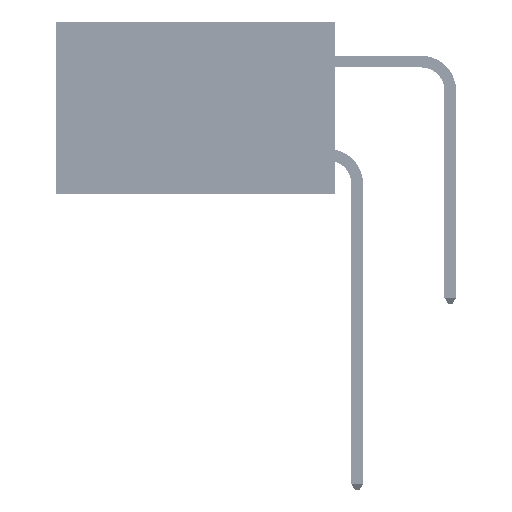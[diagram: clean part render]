
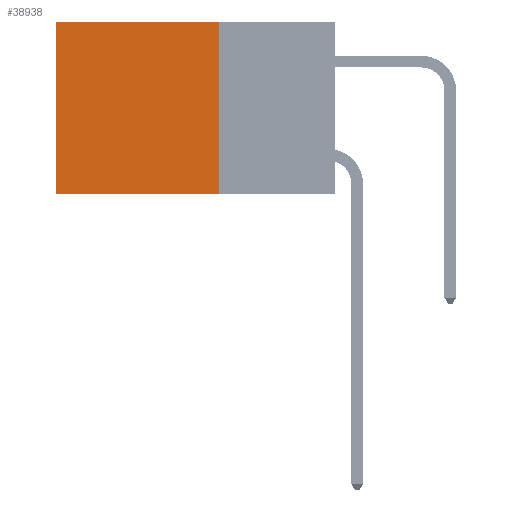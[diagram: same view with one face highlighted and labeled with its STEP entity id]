
A CAD part, left-side view. The second image highlights one B-rep face of the part: STEP entity #38938.
In plain terms, the highlighted planar face has unit normal (-1, 0, 0).
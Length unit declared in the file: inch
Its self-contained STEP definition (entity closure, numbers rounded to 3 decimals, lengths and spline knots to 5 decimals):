
#2514 = DIRECTION ( 'NONE',  ( 1., 0., 0. ) ) ;
#6090 = CARTESIAN_POINT ( 'NONE',  ( 0.2875, 0.25, 0. ) ) ;
#7721 = EDGE_LOOP ( 'NONE', ( #31849, #11204, #38766, #23310 ) ) ;
#9981 = CARTESIAN_POINT ( 'NONE',  ( 0.2875, 0.25, 0. ) ) ;
#10154 = VECTOR ( 'NONE', #10428, 39.37008 ) ;
#10331 = AXIS2_PLACEMENT_3D ( 'NONE', #6090, #2514, #28016 ) ;
#10428 = DIRECTION ( 'NONE',  ( 0., 0., -1. ) ) ;
#10458 = CARTESIAN_POINT ( 'NONE',  ( 0.2875, 0.25, 0. ) ) ;
#10779 = CARTESIAN_POINT ( 'NONE',  ( 0.2875, 0.6, 0. ) ) ;
#11204 = ORIENTED_EDGE ( 'NONE', *, *, #46797, .F. ) ;
#12563 = CARTESIAN_POINT ( 'NONE',  ( 0.2875, 0.25, -0.37 ) ) ;
#17448 = LINE ( 'NONE', #12563, #25865 ) ;
#17679 = FACE_OUTER_BOUND ( 'NONE', #7721, .T. ) ;
#18310 = LINE ( 'NONE', #9981, #36325 ) ;
#19627 = CARTESIAN_POINT ( 'NONE',  ( 0.2875, 0.6, -0.37 ) ) ;
#19844 = LINE ( 'NONE', #24813, #10154 ) ;
#20614 = VERTEX_POINT ( 'NONE', #10779 ) ;
#23310 = ORIENTED_EDGE ( 'NONE', *, *, #34378, .T. ) ;
#24375 = PLANE ( 'NONE',  #10331 ) ;
#24813 = CARTESIAN_POINT ( 'NONE',  ( 0.2875, 0.6, 0. ) ) ;
#25865 = VECTOR ( 'NONE', #34185, 39.37008 ) ;
#28016 = DIRECTION ( 'NONE',  ( 0., 0., -1. ) ) ;
#28023 = DIRECTION ( 'NONE',  ( 0., 1., 0. ) ) ;
#29298 = CARTESIAN_POINT ( 'NONE',  ( 0.2875, 0.25, -0.37 ) ) ;
#31849 = ORIENTED_EDGE ( 'NONE', *, *, #45418, .T. ) ;
#32148 = VECTOR ( 'NONE', #46520, 39.37008 ) ;
#34185 = DIRECTION ( 'NONE',  ( 0., 1., 0. ) ) ;
#34378 = EDGE_CURVE ( 'NONE', #45935, #20614, #18310, .T. ) ;
#36325 = VECTOR ( 'NONE', #28023, 39.37008 ) ;
#38766 = ORIENTED_EDGE ( 'NONE', *, *, #40821, .F. ) ;
#38938 = ADVANCED_FACE ( 'NONE', ( #17679 ), #24375, .F. ) ;
#39755 = VERTEX_POINT ( 'NONE', #19627 ) ;
#40821 = EDGE_CURVE ( 'NONE', #45935, #43021, #41658, .T. ) ;
#41658 = LINE ( 'NONE', #10458, #32148 ) ;
#43021 = VERTEX_POINT ( 'NONE', #29298 ) ;
#43303 = CARTESIAN_POINT ( 'NONE',  ( 0.2875, 0.25, 0. ) ) ;
#45418 = EDGE_CURVE ( 'NONE', #20614, #39755, #19844, .T. ) ;
#45935 = VERTEX_POINT ( 'NONE', #43303 ) ;
#46520 = DIRECTION ( 'NONE',  ( 0., 0., -1. ) ) ;
#46797 = EDGE_CURVE ( 'NONE', #43021, #39755, #17448, .T. ) ;
